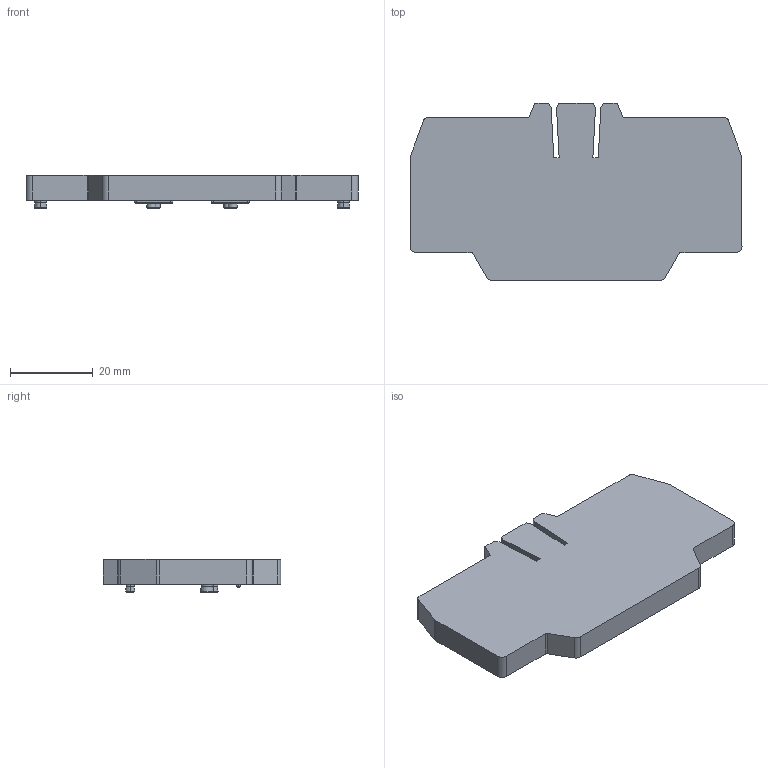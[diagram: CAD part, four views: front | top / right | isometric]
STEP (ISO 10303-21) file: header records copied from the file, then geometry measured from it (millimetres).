
FILE_DESCRIPTION((''),'2;1');
FILE_NAME('HMR_16-6-PT_ASM','2022-09-23T07:10:32',('klemen.sitar'),('Audax d.o.o.'),'CREO PARAMETRIC BY PTC INC, 2021304','CREO PARAMETRIC BY PTC INC, 2021304','');
FILE_SCHEMA(('AP242_MANAGED_MODEL_BASED_3D_ENGINEERING_MIM_LF { 1 0 10303 442 1 1 4 }'));
Length unit declared in the file: millimetre
Products named in the file (2): HMR_16-6-PT-38600; HMR_16-6-PT_ASM
Assembly tree (1 placements, depth 2):
  HMR_16-6-PT_ASM
    HMR_16-6-PT-38600
Bounding box: 80 x 42.8 x 8 mm (x, y, z)
Volume: 17572.2 mm3; surface area: 7632.5 mm2
Topology: 1 solids, 1 shells, 118 faces, 281 edges, 173 vertices
Faces by surface type: plane 44, cylinder 42, cone 28, torus 4
Entity records: 6240 total; most frequent: CARTESIAN_POINT 1601, DIRECTION 614, ORIENTED_EDGE 562, PRESENTATION_STYLE_ASSIGNMENT 402, STYLED_ITEM 402, CURVE_STYLE 283, EDGE_CURVE 281, AXIS2_PLACEMENT_3D 227
